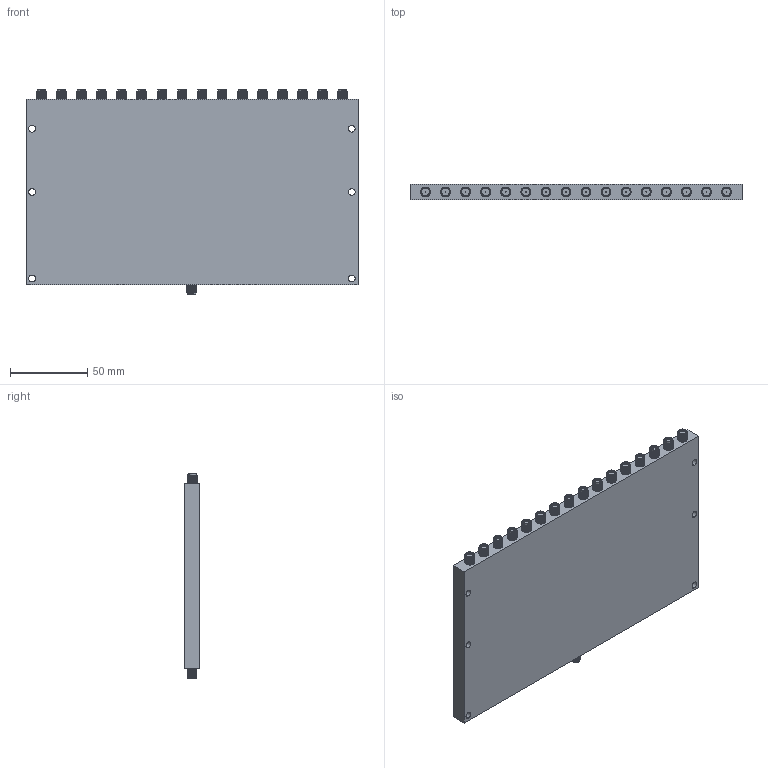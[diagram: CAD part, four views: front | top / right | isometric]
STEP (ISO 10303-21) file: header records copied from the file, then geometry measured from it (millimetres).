
FILE_DESCRIPTION (( 'STEP AP203' ), '1' );
FILE_NAME ('SCS-0231835015-SFSF-162.STEP', '2019-10-29T18:44:29', ( '' ), ( '' ), 'SwSTEP 2.0', 'SolidWorks 2016', '' );
FILE_SCHEMA (( 'CONFIG_CONTROL_DESIGN' ));
Products named in the file (1): SCS-0231835015-SFSF-162
Bounding box: 215 x 10.05 x 132.7 mm (x, y, z)
Volume: 259212.6 mm3; surface area: 64162.4 mm2
Topology: 2 solids, 2 shells, 1491 faces, 4083 edges, 2722 vertices
Faces by surface type: bspline 553, plane 533, cylinder 405
Entity records: 86756 total; most frequent: CARTESIAN_POINT 54414, ORIENTED_EDGE 8166, DIRECTION 4407, EDGE_CURVE 4083, VERTEX_POINT 2722, LINE 2099, VECTOR 2099, EDGE_LOOP 1629
